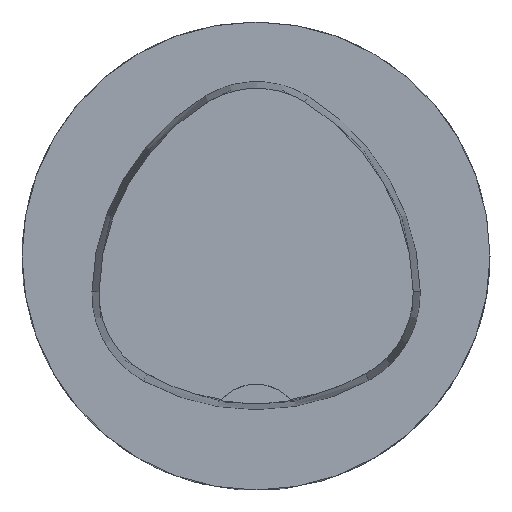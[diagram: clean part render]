
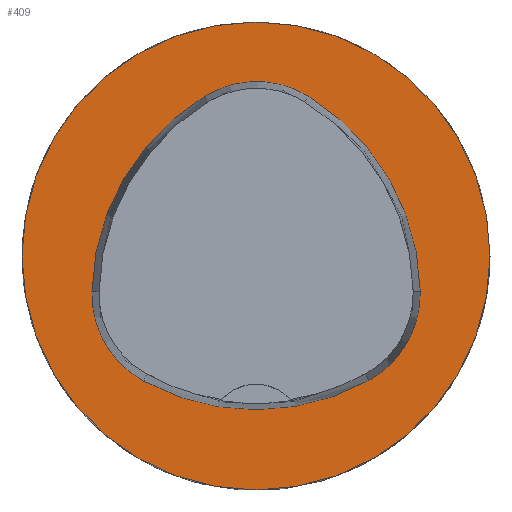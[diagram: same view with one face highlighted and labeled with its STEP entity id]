
A CAD part, top view. The second image highlights one B-rep face of the part: STEP entity #409.
In plain terms, the highlighted planar face has unit normal (0, 0, 1).
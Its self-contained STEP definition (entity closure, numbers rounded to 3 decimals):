
#168=FACE_BOUND('',#775,.T.);
#169=FACE_BOUND('',#776,.T.);
#240=CIRCLE('',#2801,20.);
#241=CIRCLE('',#2803,8.5);
#242=CIRCLE('',#2805,20.);
#243=CIRCLE('',#2807,8.5);
#244=CIRCLE('',#2809,20.);
#245=CIRCLE('',#2811,8.5);
#246=CIRCLE('',#2833,20.);
#409=ADVANCED_FACE('',(#168,#169),#520,.T.);
#520=PLANE('',#2834);
#775=EDGE_LOOP('',(#1338,#1339,#1340,#1341,#1342,#1343));
#776=EDGE_LOOP('',(#1344));
#1338=ORIENTED_EDGE('',*,*,#2059,.F.);
#1339=ORIENTED_EDGE('',*,*,#2057,.F.);
#1340=ORIENTED_EDGE('',*,*,#2055,.F.);
#1341=ORIENTED_EDGE('',*,*,#2053,.F.);
#1342=ORIENTED_EDGE('',*,*,#2051,.F.);
#1343=ORIENTED_EDGE('',*,*,#2048,.F.);
#1344=ORIENTED_EDGE('',*,*,#2084,.T.);
#1739=VERTEX_POINT('',#4280);
#1740=VERTEX_POINT('',#4281);
#1741=VERTEX_POINT('',#4286);
#1742=VERTEX_POINT('',#4290);
#1743=VERTEX_POINT('',#4294);
#1744=VERTEX_POINT('',#4298);
#1761=VERTEX_POINT('',#4356);
#2048=EDGE_CURVE('',#1739,#1740,#240,.T.);
#2051=EDGE_CURVE('',#1740,#1741,#241,.T.);
#2053=EDGE_CURVE('',#1741,#1742,#242,.T.);
#2055=EDGE_CURVE('',#1742,#1743,#243,.T.);
#2057=EDGE_CURVE('',#1743,#1744,#244,.T.);
#2059=EDGE_CURVE('',#1744,#1739,#245,.T.);
#2084=EDGE_CURVE('',#1761,#1761,#246,.T.);
#2801=AXIS2_PLACEMENT_3D('',#4279,#3375,#3376);
#2803=AXIS2_PLACEMENT_3D('',#4285,#3381,#3382);
#2805=AXIS2_PLACEMENT_3D('',#4289,#3386,#3387);
#2807=AXIS2_PLACEMENT_3D('',#4293,#3391,#3392);
#2809=AXIS2_PLACEMENT_3D('',#4297,#3396,#3397);
#2811=AXIS2_PLACEMENT_3D('',#4301,#3401,#3402);
#2833=AXIS2_PLACEMENT_3D('',#4355,#3461,#3462);
#2834=AXIS2_PLACEMENT_3D('',#4357,#3463,#3464);
#3375=DIRECTION('',(0.,0.,1.));
#3376=DIRECTION('',(1.,0.,0.));
#3381=DIRECTION('',(0.,0.,1.));
#3382=DIRECTION('',(1.,0.,0.));
#3386=DIRECTION('',(0.,0.,1.));
#3387=DIRECTION('',(1.,0.,0.));
#3391=DIRECTION('',(0.,0.,1.));
#3392=DIRECTION('',(1.,0.,0.));
#3396=DIRECTION('',(0.,0.,1.));
#3397=DIRECTION('',(1.,0.,0.));
#3401=DIRECTION('',(0.,0.,1.));
#3402=DIRECTION('',(1.,0.,0.));
#3461=DIRECTION('',(0.,0.,1.));
#3462=DIRECTION('',(1.,0.,0.));
#3463=DIRECTION('',(0.,0.,1.));
#3464=DIRECTION('',(-1.,0.,0.));
#4279=CARTESIAN_POINT('',(-5.955,-3.414,0.));
#4280=CARTESIAN_POINT('',(14.041,-3.042,0.));
#4281=CARTESIAN_POINT('',(4.472,13.653,0.));
#4285=CARTESIAN_POINT('',(0.04,6.4,0.));
#4286=CARTESIAN_POINT('',(-4.347,13.68,0.));
#4289=CARTESIAN_POINT('',(5.976,-3.45,0.));
#4290=CARTESIAN_POINT('',(-14.021,-3.075,0.));
#4293=CARTESIAN_POINT('',(-5.522,-3.235,0.));
#4294=CARTESIAN_POINT('',(-9.588,-10.699,0.));
#4297=CARTESIAN_POINT('',(-0.022,6.864,0.));
#4298=CARTESIAN_POINT('',(9.655,-10.639,0.));
#4301=CARTESIAN_POINT('',(5.543,-3.2,0.));
#4355=CARTESIAN_POINT('',(0.,0.,0.));
#4356=CARTESIAN_POINT('',(20.,0.,0.));
#4357=CARTESIAN_POINT('',(0.,0.,0.));
